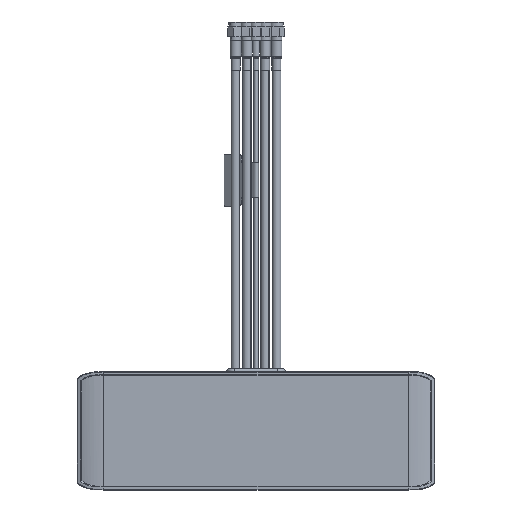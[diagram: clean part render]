
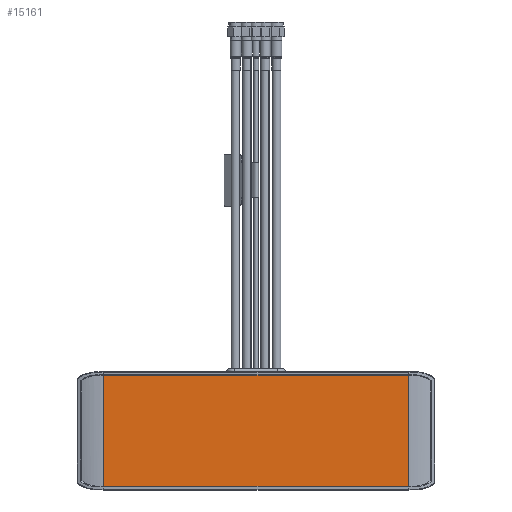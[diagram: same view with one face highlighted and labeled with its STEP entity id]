
A CAD part, front view. The second image highlights one B-rep face of the part: STEP entity #15161.
In plain terms, the highlighted planar face has unit normal (0, -1, 0).
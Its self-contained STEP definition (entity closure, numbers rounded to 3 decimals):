
#216 = ORIENTED_EDGE ( 'NONE', *, *, #33546, .T. ) ;
#794 = ORIENTED_EDGE ( 'NONE', *, *, #12109, .T. ) ;
#4756 = CARTESIAN_POINT ( 'NONE',  ( 87.471, 0., -31.982 ) ) ;
#5830 = ORIENTED_EDGE ( 'NONE', *, *, #44195, .T. ) ;
#9500 = CARTESIAN_POINT ( 'NONE',  ( 87.471, 0., 31.982 ) ) ;
#10337 = DIRECTION ( 'NONE',  ( 0., 1., 0. ) ) ;
#11177 = VECTOR ( 'NONE', #26570, 1000. ) ;
#12109 = EDGE_CURVE ( 'NONE', #17923, #20374, #35484, .T. ) ;
#12870 = LINE ( 'NONE', #29645, #11177 ) ;
#13285 = CARTESIAN_POINT ( 'NONE',  ( 0., 0., 31.982 ) ) ;
#14290 = AXIS2_PLACEMENT_3D ( 'NONE', #14363, #10337, #40207 ) ;
#14363 = CARTESIAN_POINT ( 'NONE',  ( 0., 0., 0. ) ) ;
#15161 = ADVANCED_FACE ( 'NONE', ( #32194 ), #25480, .F. ) ;
#16115 = CARTESIAN_POINT ( 'NONE',  ( 87.471, 0., -58. ) ) ;
#16991 = VECTOR ( 'NONE', #39101, 1000. ) ;
#17923 = VERTEX_POINT ( 'NONE', #9500 ) ;
#18649 = VECTOR ( 'NONE', #34650, 1000. ) ;
#19039 = DIRECTION ( 'NONE',  ( 0., 0., -1. ) ) ;
#19203 = CARTESIAN_POINT ( 'NONE',  ( -87.471, 0., -31.982 ) ) ;
#20172 = VERTEX_POINT ( 'NONE', #19203 ) ;
#20374 = VERTEX_POINT ( 'NONE', #35507 ) ;
#20593 = ORIENTED_EDGE ( 'NONE', *, *, #33173, .F. ) ;
#22124 = VECTOR ( 'NONE', #19039, 1000. ) ;
#25480 = PLANE ( 'NONE',  #14290 ) ;
#26570 = DIRECTION ( 'NONE',  ( 0., 0., -1. ) ) ;
#28288 = VERTEX_POINT ( 'NONE', #4756 ) ;
#29008 = LINE ( 'NONE', #30911, #18649 ) ;
#29645 = CARTESIAN_POINT ( 'NONE',  ( -87.471, 0., -58. ) ) ;
#30911 = CARTESIAN_POINT ( 'NONE',  ( 0., 0., -31.982 ) ) ;
#31158 = EDGE_LOOP ( 'NONE', ( #794, #5830, #216, #20593 ) ) ;
#31907 = LINE ( 'NONE', #16115, #22124 ) ;
#32194 = FACE_OUTER_BOUND ( 'NONE', #31158, .T. ) ;
#33173 = EDGE_CURVE ( 'NONE', #17923, #28288, #31907, .T. ) ;
#33546 = EDGE_CURVE ( 'NONE', #20172, #28288, #29008, .T. ) ;
#34650 = DIRECTION ( 'NONE',  ( 1., 0., 0. ) ) ;
#35484 = LINE ( 'NONE', #13285, #16991 ) ;
#35507 = CARTESIAN_POINT ( 'NONE',  ( -87.471, 0., 31.982 ) ) ;
#39101 = DIRECTION ( 'NONE',  ( -1., 0., 0. ) ) ;
#40207 = DIRECTION ( 'NONE',  ( 1., 0., 0. ) ) ;
#44195 = EDGE_CURVE ( 'NONE', #20374, #20172, #12870, .T. ) ;
